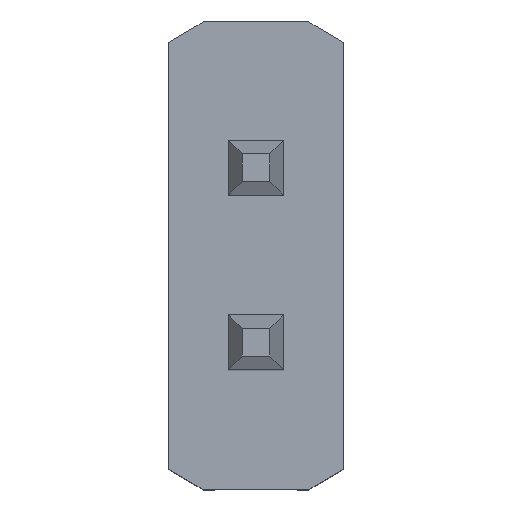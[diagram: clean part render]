
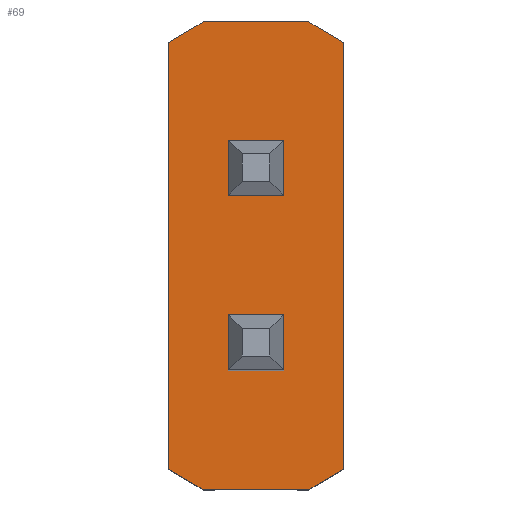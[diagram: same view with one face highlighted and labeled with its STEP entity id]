
A CAD part, top view. The second image highlights one B-rep face of the part: STEP entity #69.
In plain terms, the highlighted planar face has unit normal (0, 0, 1).
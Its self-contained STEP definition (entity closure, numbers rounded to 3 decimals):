
#46=FACE_BOUND('',#174,.T.);
#47=FACE_BOUND('',#175,.T.);
#69=ADVANCED_FACE('',(#121,#46,#47),#799,.T.);
#121=FACE_OUTER_BOUND('',#173,.T.);
#173=EDGE_LOOP('',(#318,#319,#320,#321,#322,#323,#324,#325));
#174=EDGE_LOOP('',(#326,#327,#328,#329));
#175=EDGE_LOOP('',(#330,#331,#332,#333));
#318=ORIENTED_EDGE('',*,*,#521,.T.);
#319=ORIENTED_EDGE('',*,*,#497,.T.);
#320=ORIENTED_EDGE('',*,*,#478,.T.);
#321=ORIENTED_EDGE('',*,*,#494,.T.);
#322=ORIENTED_EDGE('',*,*,#519,.T.);
#323=ORIENTED_EDGE('',*,*,#499,.T.);
#324=ORIENTED_EDGE('',*,*,#464,.T.);
#325=ORIENTED_EDGE('',*,*,#503,.T.);
#326=ORIENTED_EDGE('',*,*,#475,.T.);
#327=ORIENTED_EDGE('',*,*,#468,.T.);
#328=ORIENTED_EDGE('',*,*,#472,.T.);
#329=ORIENTED_EDGE('',*,*,#511,.T.);
#330=ORIENTED_EDGE('',*,*,#504,.T.);
#331=ORIENTED_EDGE('',*,*,#482,.T.);
#332=ORIENTED_EDGE('',*,*,#486,.T.);
#333=ORIENTED_EDGE('',*,*,#489,.T.);
#464=EDGE_CURVE('',#719,#718,#588,.T.);
#468=EDGE_CURVE('',#723,#722,#592,.T.);
#472=EDGE_CURVE('',#722,#726,#596,.T.);
#475=EDGE_CURVE('',#728,#723,#599,.T.);
#478=EDGE_CURVE('',#731,#730,#602,.T.);
#482=EDGE_CURVE('',#735,#734,#606,.T.);
#486=EDGE_CURVE('',#734,#738,#610,.T.);
#489=EDGE_CURVE('',#738,#740,#613,.T.);
#494=EDGE_CURVE('',#730,#742,#618,.T.);
#497=EDGE_CURVE('',#743,#731,#621,.T.);
#499=EDGE_CURVE('',#744,#719,#623,.T.);
#503=EDGE_CURVE('',#718,#745,#627,.T.);
#504=EDGE_CURVE('',#740,#735,#628,.T.);
#511=EDGE_CURVE('',#726,#728,#635,.T.);
#519=EDGE_CURVE('',#742,#744,#643,.T.);
#521=EDGE_CURVE('',#745,#743,#645,.T.);
#588=B_SPLINE_CURVE_WITH_KNOTS('',1,(#1048,#1049),.UNSPECIFIED.,.F.,.F.,
(2,2),(0.033,0.034),.UNSPECIFIED.);
#592=B_SPLINE_CURVE_WITH_KNOTS('',1,(#1056,#1057),.UNSPECIFIED.,.F.,.F.,
(2,2),(0.,0.001),.UNSPECIFIED.);
#596=B_SPLINE_CURVE_WITH_KNOTS('',1,(#1064,#1065),.UNSPECIFIED.,.F.,.F.,
(2,2),(0.001,0.001),.UNSPECIFIED.);
#599=B_SPLINE_CURVE_WITH_KNOTS('',1,(#1070,#1071),.UNSPECIFIED.,.F.,.F.,
(2,2),(0.,0.),.UNSPECIFIED.);
#602=B_SPLINE_CURVE_WITH_KNOTS('',1,(#1076,#1077),.UNSPECIFIED.,.F.,.F.,
(2,2),(0.012,0.013),.UNSPECIFIED.);
#606=B_SPLINE_CURVE_WITH_KNOTS('',1,(#1084,#1085),.UNSPECIFIED.,.F.,.F.,
(2,2),(0.,0.001),.UNSPECIFIED.);
#610=B_SPLINE_CURVE_WITH_KNOTS('',1,(#1092,#1093),.UNSPECIFIED.,.F.,.F.,
(2,2),(0.001,0.001),.UNSPECIFIED.);
#613=B_SPLINE_CURVE_WITH_KNOTS('',1,(#1098,#1099),.UNSPECIFIED.,.F.,.F.,
(2,2),(0.001,0.002),.UNSPECIFIED.);
#618=B_SPLINE_CURVE_WITH_KNOTS('',1,(#1108,#1109),.UNSPECIFIED.,.F.,.F.,
(2,2),(0.,1.),.UNSPECIFIED.);
#621=B_SPLINE_CURVE_WITH_KNOTS('',1,(#1114,#1115),.UNSPECIFIED.,.F.,.F.,
(2,2),(0.,1.),.UNSPECIFIED.);
#623=B_SPLINE_CURVE_WITH_KNOTS('',1,(#1118,#1119),.UNSPECIFIED.,.F.,.F.,
(2,2),(0.,1.),.UNSPECIFIED.);
#627=B_SPLINE_CURVE_WITH_KNOTS('',1,(#1126,#1127),.UNSPECIFIED.,.F.,.F.,
(2,2),(0.,1.),.UNSPECIFIED.);
#628=B_SPLINE_CURVE_WITH_KNOTS('',1,(#1128,#1129),.UNSPECIFIED.,.F.,.F.,
(2,2),(0.,0.),.UNSPECIFIED.);
#635=B_SPLINE_CURVE_WITH_KNOTS('',1,(#1142,#1143),.UNSPECIFIED.,.F.,.F.,
(2,2),(0.001,0.002),.UNSPECIFIED.);
#643=B_SPLINE_CURVE_WITH_KNOTS('',1,(#1158,#1159),.UNSPECIFIED.,.F.,.F.,
(2,2),(-14.25,-11.15),.UNSPECIFIED.);
#645=B_SPLINE_CURVE_WITH_KNOTS('',1,(#1162,#1163),.UNSPECIFIED.,.F.,.F.,
(2,2),(-23.7,-20.6),.UNSPECIFIED.);
#718=VERTEX_POINT('',#1000);
#719=VERTEX_POINT('',#1001);
#722=VERTEX_POINT('',#1004);
#723=VERTEX_POINT('',#1005);
#726=VERTEX_POINT('',#1008);
#728=VERTEX_POINT('',#1010);
#730=VERTEX_POINT('',#1012);
#731=VERTEX_POINT('',#1013);
#734=VERTEX_POINT('',#1016);
#735=VERTEX_POINT('',#1017);
#738=VERTEX_POINT('',#1020);
#740=VERTEX_POINT('',#1022);
#742=VERTEX_POINT('',#1024);
#743=VERTEX_POINT('',#1025);
#744=VERTEX_POINT('',#1026);
#745=VERTEX_POINT('',#1027);
#799=PLANE('',#871);
#871=AXIS2_PLACEMENT_3D('',#981,#926,$);
#926=DIRECTION('',(0.,0.,1.));
#981=CARTESIAN_POINT('',(-8.433,-1.734,1.51));
#1000=CARTESIAN_POINT('',(0.385,-1.7,1.51));
#1001=CARTESIAN_POINT('',(-0.385,-1.7,1.51));
#1004=CARTESIAN_POINT('',(-0.2,-0.835,1.51));
#1005=CARTESIAN_POINT('',(0.2,-0.835,1.51));
#1008=CARTESIAN_POINT('',(-0.2,-0.435,1.51));
#1010=CARTESIAN_POINT('',(0.2,-0.435,1.51));
#1012=CARTESIAN_POINT('',(-0.385,1.7,1.51));
#1013=CARTESIAN_POINT('',(0.385,1.7,1.51));
#1016=CARTESIAN_POINT('',(-0.2,0.835,1.51));
#1017=CARTESIAN_POINT('',(-0.2,0.435,1.51));
#1020=CARTESIAN_POINT('',(0.2,0.835,1.51));
#1022=CARTESIAN_POINT('',(0.2,0.435,1.51));
#1024=CARTESIAN_POINT('',(-0.635,1.55,1.51));
#1025=CARTESIAN_POINT('',(0.635,1.55,1.51));
#1026=CARTESIAN_POINT('',(-0.635,-1.55,1.51));
#1027=CARTESIAN_POINT('',(0.635,-1.55,1.51));
#1048=CARTESIAN_POINT('',(-0.385,-1.7,1.51));
#1049=CARTESIAN_POINT('',(0.385,-1.7,1.51));
#1056=CARTESIAN_POINT('',(0.2,-0.835,1.51));
#1057=CARTESIAN_POINT('',(-0.2,-0.835,1.51));
#1064=CARTESIAN_POINT('',(-0.2,-0.835,1.51));
#1065=CARTESIAN_POINT('',(-0.2,-0.435,1.51));
#1070=CARTESIAN_POINT('',(0.2,-0.435,1.51));
#1071=CARTESIAN_POINT('',(0.2,-0.835,1.51));
#1076=CARTESIAN_POINT('',(0.385,1.7,1.51));
#1077=CARTESIAN_POINT('',(-0.385,1.7,1.51));
#1084=CARTESIAN_POINT('',(-0.2,0.435,1.51));
#1085=CARTESIAN_POINT('',(-0.2,0.835,1.51));
#1092=CARTESIAN_POINT('',(-0.2,0.835,1.51));
#1093=CARTESIAN_POINT('',(0.2,0.835,1.51));
#1098=CARTESIAN_POINT('',(0.2,0.835,1.51));
#1099=CARTESIAN_POINT('',(0.2,0.435,1.51));
#1108=CARTESIAN_POINT('',(-0.385,1.7,1.51));
#1109=CARTESIAN_POINT('',(-0.635,1.55,1.51));
#1114=CARTESIAN_POINT('',(0.635,1.55,1.51));
#1115=CARTESIAN_POINT('',(0.385,1.7,1.51));
#1118=CARTESIAN_POINT('',(-0.635,-1.55,1.51));
#1119=CARTESIAN_POINT('',(-0.385,-1.7,1.51));
#1126=CARTESIAN_POINT('',(0.385,-1.7,1.51));
#1127=CARTESIAN_POINT('',(0.635,-1.55,1.51));
#1128=CARTESIAN_POINT('',(0.2,0.435,1.51));
#1129=CARTESIAN_POINT('',(-0.2,0.435,1.51));
#1142=CARTESIAN_POINT('',(-0.2,-0.435,1.51));
#1143=CARTESIAN_POINT('',(0.2,-0.435,1.51));
#1158=CARTESIAN_POINT('',(-0.635,1.55,1.51));
#1159=CARTESIAN_POINT('',(-0.635,-1.55,1.51));
#1162=CARTESIAN_POINT('',(0.635,-1.55,1.51));
#1163=CARTESIAN_POINT('',(0.635,1.55,1.51));
